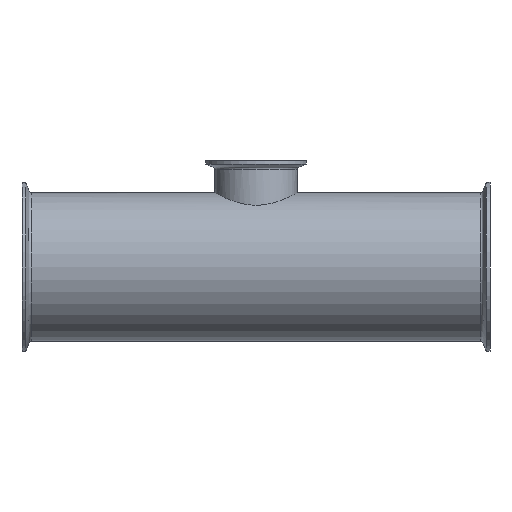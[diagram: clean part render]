
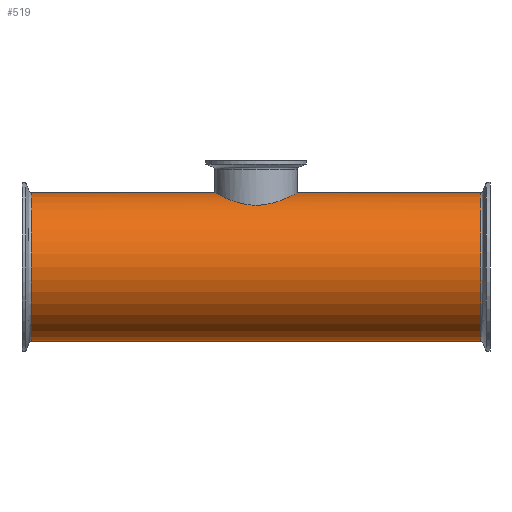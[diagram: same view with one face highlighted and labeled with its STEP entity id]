
A CAD part, front view. The second image highlights one B-rep face of the part: STEP entity #519.
In plain terms, the highlighted cylindrical face has radius 57.15 mm (diameter 114.3 mm), a full revolution.
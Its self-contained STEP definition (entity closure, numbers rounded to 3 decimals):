
#15=B_SPLINE_CURVE_WITH_KNOTS('',3,(#914,#915,#916,#917,#918,#919,#920,
#921,#922,#923,#924,#925,#926,#927,#928,#929,#930,#931),.UNSPECIFIED.,.F.,
 .F.,(4,2,2,2,2,2,2,2,4),(0.,0.615,1.23,1.845,
2.46,3.072,3.685,4.297,4.909),
 .UNSPECIFIED.);
#16=B_SPLINE_CURVE_WITH_KNOTS('',3,(#932,#933,#934,#935,#936,#937,#938,
#939,#940,#941,#942,#943,#944,#945,#946,#947,#948,#949,#950,#951,#952,#953,
#954,#955,#956,#957,#958,#959,#960,#961,#962,#963,#964,#965,#966,#967,#968,
#969,#970,#971,#972,#973,#974,#975,#976,#977,#978,#979,#980,#981),
 .UNSPECIFIED.,.F.,.F.,(4,2,2,2,2,2,2,2,2,2,2,2,2,2,2,2,2,2,2,2,2,2,2,2,
4),(4.909,5.522,6.134,6.746,
7.358,7.973,8.589,9.204,9.819,
10.434,11.049,11.664,12.279,12.891,
13.503,14.116,14.728,15.34,15.952,
16.565,17.177,17.792,18.407,19.022,
19.637),.UNSPECIFIED.);
#19=CYLINDRICAL_SURFACE('',#592,57.15);
#28=FACE_BOUND('',#126,.T.);
#43=LINE('',#911,#59);
#59=VECTOR('',#722,57.15);
#89=FACE_OUTER_BOUND('',#125,.T.);
#125=EDGE_LOOP('',(#378,#379,#380,#381,#382,#383));
#126=EDGE_LOOP('',(#384,#385));
#173=CIRCLE('',#588,57.15);
#174=CIRCLE('',#589,57.15);
#176=CIRCLE('',#593,57.15);
#177=CIRCLE('',#594,57.15);
#228=VERTEX_POINT('',#897);
#229=VERTEX_POINT('',#899);
#231=VERTEX_POINT('',#907);
#232=VERTEX_POINT('',#908);
#233=VERTEX_POINT('',#912);
#234=VERTEX_POINT('',#913);
#283=EDGE_CURVE('',#228,#229,#173,.T.);
#284=EDGE_CURVE('',#229,#228,#174,.T.);
#287=EDGE_CURVE('',#231,#232,#176,.T.);
#288=EDGE_CURVE('',#232,#231,#177,.T.);
#289=EDGE_CURVE('',#232,#229,#43,.T.);
#290=EDGE_CURVE('',#233,#234,#15,.T.);
#291=EDGE_CURVE('',#234,#233,#16,.T.);
#378=ORIENTED_EDGE('',*,*,#287,.F.);
#379=ORIENTED_EDGE('',*,*,#288,.F.);
#380=ORIENTED_EDGE('',*,*,#289,.T.);
#381=ORIENTED_EDGE('',*,*,#283,.F.);
#382=ORIENTED_EDGE('',*,*,#284,.F.);
#383=ORIENTED_EDGE('',*,*,#289,.F.);
#384=ORIENTED_EDGE('',*,*,#290,.T.);
#385=ORIENTED_EDGE('',*,*,#291,.T.);
#519=ADVANCED_FACE('',(#89,#28),#19,.T.);
#588=AXIS2_PLACEMENT_3D('',#900,#707,#708);
#589=AXIS2_PLACEMENT_3D('',#901,#709,#710);
#592=AXIS2_PLACEMENT_3D('',#906,#716,#717);
#593=AXIS2_PLACEMENT_3D('',#909,#718,#719);
#594=AXIS2_PLACEMENT_3D('',#910,#720,#721);
#707=DIRECTION('center_axis',(-1.,0.,0.));
#708=DIRECTION('ref_axis',(0.,0.,-1.));
#709=DIRECTION('center_axis',(-1.,0.,0.));
#710=DIRECTION('ref_axis',(0.,0.,-1.));
#716=DIRECTION('center_axis',(1.,0.,0.));
#717=DIRECTION('ref_axis',(0.,1.,0.));
#718=DIRECTION('center_axis',(1.,0.,0.));
#719=DIRECTION('ref_axis',(0.,0.,-1.));
#720=DIRECTION('center_axis',(1.,0.,0.));
#721=DIRECTION('ref_axis',(0.,0.,-1.));
#722=DIRECTION('',(-1.,0.,0.));
#897=CARTESIAN_POINT('',(-172.892,0.,57.15));
#899=CARTESIAN_POINT('',(-172.892,-57.15,0.));
#900=CARTESIAN_POINT('Origin',(-172.892,0.,0.));
#901=CARTESIAN_POINT('Origin',(-172.892,0.,0.));
#906=CARTESIAN_POINT('Origin',(0.,0.,0.));
#907=CARTESIAN_POINT('',(172.892,0.,-57.15));
#908=CARTESIAN_POINT('',(172.892,-57.15,0.));
#909=CARTESIAN_POINT('Origin',(172.892,0.,0.));
#910=CARTESIAN_POINT('Origin',(172.892,0.,0.));
#911=CARTESIAN_POINT('',(0.,-57.15,0.));
#912=CARTESIAN_POINT('',(0.,-31.75,47.519));
#913=CARTESIAN_POINT('',(-31.75,0.,57.15));
#914=CARTESIAN_POINT('Ctrl Pts',(0.,-31.75,47.519));
#915=CARTESIAN_POINT('Ctrl Pts',(-2.05,-31.75,47.519));
#916=CARTESIAN_POINT('Ctrl Pts',(-4.15,-31.548,47.656));
#917=CARTESIAN_POINT('Ctrl Pts',(-8.29,-30.721,48.193));
#918=CARTESIAN_POINT('Ctrl Pts',(-10.332,-30.096,48.593));
#919=CARTESIAN_POINT('Ctrl Pts',(-14.223,-28.465,49.566));
#920=CARTESIAN_POINT('Ctrl Pts',(-16.076,-27.457,50.139));
#921=CARTESIAN_POINT('Ctrl Pts',(-19.496,-25.144,51.338));
#922=CARTESIAN_POINT('Ctrl Pts',(-21.063,-23.838,51.963));
#923=CARTESIAN_POINT('Ctrl Pts',(-23.832,-21.069,53.146));
#924=CARTESIAN_POINT('Ctrl Pts',(-25.137,-19.505,53.748));
#925=CARTESIAN_POINT('Ctrl Pts',(-27.452,-16.084,54.869));
#926=CARTESIAN_POINT('Ctrl Pts',(-28.463,-14.227,55.387));
#927=CARTESIAN_POINT('Ctrl Pts',(-30.098,-10.327,56.245));
#928=CARTESIAN_POINT('Ctrl Pts',(-30.724,-8.28,56.585));
#929=CARTESIAN_POINT('Ctrl Pts',(-31.55,-4.138,57.038));
#930=CARTESIAN_POINT('Ctrl Pts',(-31.75,-2.041,57.15));
#931=CARTESIAN_POINT('Ctrl Pts',(-31.75,0.,57.15));
#932=CARTESIAN_POINT('Ctrl Pts',(-31.75,0.,57.15));
#933=CARTESIAN_POINT('Ctrl Pts',(-31.75,2.041,57.15));
#934=CARTESIAN_POINT('Ctrl Pts',(-31.55,4.138,57.038));
#935=CARTESIAN_POINT('Ctrl Pts',(-30.724,8.28,56.585));
#936=CARTESIAN_POINT('Ctrl Pts',(-30.098,10.327,56.245));
#937=CARTESIAN_POINT('Ctrl Pts',(-28.463,14.227,55.387));
#938=CARTESIAN_POINT('Ctrl Pts',(-27.452,16.084,54.869));
#939=CARTESIAN_POINT('Ctrl Pts',(-25.137,19.505,53.748));
#940=CARTESIAN_POINT('Ctrl Pts',(-23.832,21.069,53.146));
#941=CARTESIAN_POINT('Ctrl Pts',(-21.063,23.838,51.963));
#942=CARTESIAN_POINT('Ctrl Pts',(-19.496,25.144,51.338));
#943=CARTESIAN_POINT('Ctrl Pts',(-16.076,27.457,50.139));
#944=CARTESIAN_POINT('Ctrl Pts',(-14.223,28.465,49.566));
#945=CARTESIAN_POINT('Ctrl Pts',(-10.332,30.096,48.593));
#946=CARTESIAN_POINT('Ctrl Pts',(-8.29,30.721,48.193));
#947=CARTESIAN_POINT('Ctrl Pts',(-4.15,31.548,47.656));
#948=CARTESIAN_POINT('Ctrl Pts',(-2.05,31.75,47.519));
#949=CARTESIAN_POINT('Ctrl Pts',(2.05,31.75,47.519));
#950=CARTESIAN_POINT('Ctrl Pts',(4.15,31.548,47.656));
#951=CARTESIAN_POINT('Ctrl Pts',(8.29,30.721,48.193));
#952=CARTESIAN_POINT('Ctrl Pts',(10.332,30.096,48.593));
#953=CARTESIAN_POINT('Ctrl Pts',(14.223,28.465,49.566));
#954=CARTESIAN_POINT('Ctrl Pts',(16.076,27.457,50.139));
#955=CARTESIAN_POINT('Ctrl Pts',(19.496,25.144,51.338));
#956=CARTESIAN_POINT('Ctrl Pts',(21.063,23.838,51.963));
#957=CARTESIAN_POINT('Ctrl Pts',(23.832,21.069,53.146));
#958=CARTESIAN_POINT('Ctrl Pts',(25.137,19.505,53.748));
#959=CARTESIAN_POINT('Ctrl Pts',(27.452,16.084,54.869));
#960=CARTESIAN_POINT('Ctrl Pts',(28.463,14.227,55.387));
#961=CARTESIAN_POINT('Ctrl Pts',(30.098,10.327,56.245));
#962=CARTESIAN_POINT('Ctrl Pts',(30.724,8.28,56.585));
#963=CARTESIAN_POINT('Ctrl Pts',(31.55,4.138,57.038));
#964=CARTESIAN_POINT('Ctrl Pts',(31.75,2.041,57.15));
#965=CARTESIAN_POINT('Ctrl Pts',(31.75,-2.041,57.15));
#966=CARTESIAN_POINT('Ctrl Pts',(31.55,-4.138,57.038));
#967=CARTESIAN_POINT('Ctrl Pts',(30.724,-8.28,56.585));
#968=CARTESIAN_POINT('Ctrl Pts',(30.098,-10.327,56.245));
#969=CARTESIAN_POINT('Ctrl Pts',(28.463,-14.227,55.387));
#970=CARTESIAN_POINT('Ctrl Pts',(27.452,-16.084,54.869));
#971=CARTESIAN_POINT('Ctrl Pts',(25.137,-19.505,53.748));
#972=CARTESIAN_POINT('Ctrl Pts',(23.832,-21.069,53.146));
#973=CARTESIAN_POINT('Ctrl Pts',(21.063,-23.838,51.963));
#974=CARTESIAN_POINT('Ctrl Pts',(19.496,-25.144,51.338));
#975=CARTESIAN_POINT('Ctrl Pts',(16.076,-27.457,50.139));
#976=CARTESIAN_POINT('Ctrl Pts',(14.223,-28.465,49.566));
#977=CARTESIAN_POINT('Ctrl Pts',(10.332,-30.096,48.593));
#978=CARTESIAN_POINT('Ctrl Pts',(8.29,-30.721,48.193));
#979=CARTESIAN_POINT('Ctrl Pts',(4.15,-31.548,47.656));
#980=CARTESIAN_POINT('Ctrl Pts',(2.05,-31.75,47.519));
#981=CARTESIAN_POINT('Ctrl Pts',(0.,-31.75,47.519));
